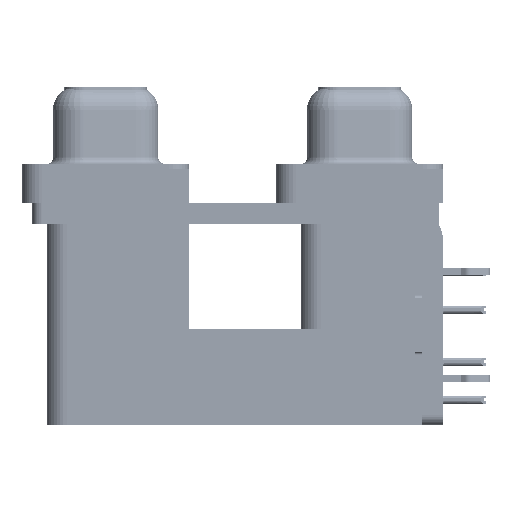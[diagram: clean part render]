
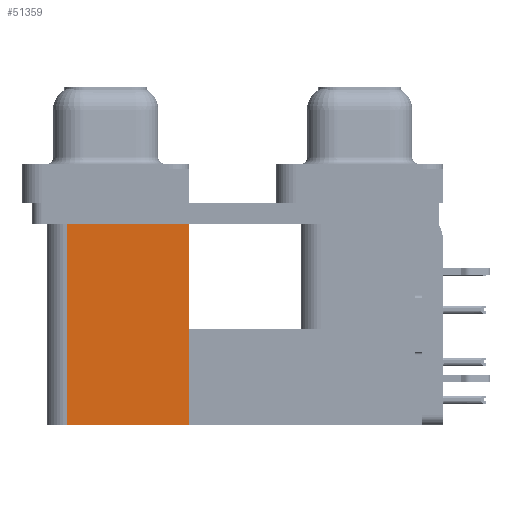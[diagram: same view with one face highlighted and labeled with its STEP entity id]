
A CAD part, left-side view. The second image highlights one B-rep face of the part: STEP entity #51359.
In plain terms, the highlighted planar face has unit normal (-1, 0, 0).
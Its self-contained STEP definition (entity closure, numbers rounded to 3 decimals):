
#919 = ORIENTED_EDGE ( 'NONE', *, *, #9946, .F. ) ;
#1514 = VECTOR ( 'NONE', #10375, 1000. ) ;
#2967 = LINE ( 'NONE', #26783, #1514 ) ;
#3681 = EDGE_LOOP ( 'NONE', ( #30724, #13841, #919, #4479 ) ) ;
#4479 = ORIENTED_EDGE ( 'NONE', *, *, #44434, .T. ) ;
#7060 = VERTEX_POINT ( 'NONE', #28215 ) ;
#7341 = CARTESIAN_POINT ( 'NONE',  ( 3.79, 12.775, -2.5 ) ) ;
#9946 = EDGE_CURVE ( 'NONE', #40854, #72083, #62400, .T. ) ;
#10375 = DIRECTION ( 'NONE',  ( 0., 1., 0. ) ) ;
#13418 = VECTOR ( 'NONE', #43187, 1000. ) ;
#13841 = ORIENTED_EDGE ( 'NONE', *, *, #14321, .F. ) ;
#14321 = EDGE_CURVE ( 'NONE', #72083, #7060, #43962, .T. ) ;
#15335 = VECTOR ( 'NONE', #32061, 1000. ) ;
#21212 = EDGE_CURVE ( 'NONE', #71106, #7060, #2967, .T. ) ;
#26783 = CARTESIAN_POINT ( 'NONE',  ( 3.79, 12.775, -2.5 ) ) ;
#28215 = CARTESIAN_POINT ( 'NONE',  ( 3.79, 21.975, -2.5 ) ) ;
#30724 = ORIENTED_EDGE ( 'NONE', *, *, #21212, .T. ) ;
#32061 = DIRECTION ( 'NONE',  ( 0., 1., 0. ) ) ;
#34017 = DIRECTION ( 'NONE',  ( 0., 0., -1. ) ) ;
#34313 = CARTESIAN_POINT ( 'NONE',  ( 3.79, 21.975, -19.2 ) ) ;
#38883 = CARTESIAN_POINT ( 'NONE',  ( 3.79, 21.975, -19.2 ) ) ;
#40854 = VERTEX_POINT ( 'NONE', #69022 ) ;
#43187 = DIRECTION ( 'NONE',  ( 0., 0., 1. ) ) ;
#43962 = LINE ( 'NONE', #38883, #13418 ) ;
#44434 = EDGE_CURVE ( 'NONE', #40854, #71106, #74380, .T. ) ;
#45718 = CARTESIAN_POINT ( 'NONE',  ( 3.79, 12.775, -19.2 ) ) ;
#46022 = AXIS2_PLACEMENT_3D ( 'NONE', #45718, #63595, #34017 ) ;
#51359 = ADVANCED_FACE ( 'NONE', ( #63201 ), #52660, .F. ) ;
#52660 = PLANE ( 'NONE',  #46022 ) ;
#52885 = VECTOR ( 'NONE', #61498, 1000. ) ;
#61119 = CARTESIAN_POINT ( 'NONE',  ( 3.79, 12.775, -19.2 ) ) ;
#61498 = DIRECTION ( 'NONE',  ( 0., 0., 1. ) ) ;
#62400 = LINE ( 'NONE', #68255, #15335 ) ;
#63201 = FACE_OUTER_BOUND ( 'NONE', #3681, .T. ) ;
#63595 = DIRECTION ( 'NONE',  ( 1., 0., 0. ) ) ;
#68255 = CARTESIAN_POINT ( 'NONE',  ( 3.79, 12.775, -19.2 ) ) ;
#69022 = CARTESIAN_POINT ( 'NONE',  ( 3.79, 12.775, -19.2 ) ) ;
#71106 = VERTEX_POINT ( 'NONE', #7341 ) ;
#72083 = VERTEX_POINT ( 'NONE', #34313 ) ;
#74380 = LINE ( 'NONE', #61119, #52885 ) ;
